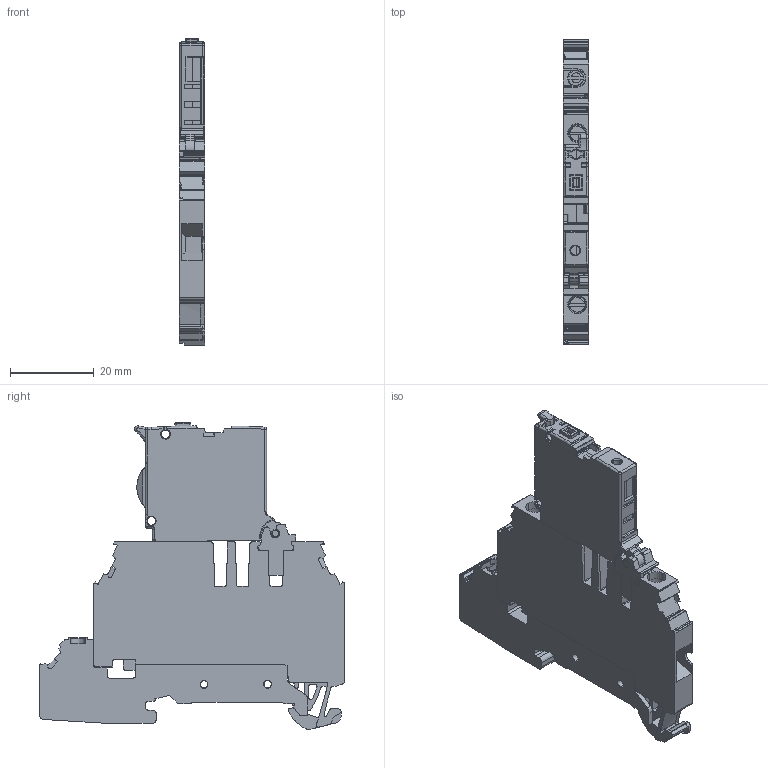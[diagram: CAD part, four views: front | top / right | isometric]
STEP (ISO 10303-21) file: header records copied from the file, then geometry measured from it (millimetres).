
FILE_DESCRIPTION(('CATIA V5 STEP Exchange','CAx-IF Rec.Pracs.--- Model Styling and Organization---1.5--- 2016-08-15','CAx-IF Rec.Pracs.---Supplemental Geometry---1.0---2011-11-01','CAx-IF Rec.Pracs.--- Composite Materials ---1.1---2010-07-15'),'2;1');
FILE_NAME ('1995217-4_0', '2025-09-22T05:36:27+00:00', ('none'), ('Weidmueller'), 'CATIA Version 5-6 Release 2024 SP4', 'CATIA V5 STEP AP214 v3', 'none');
FILE_SCHEMA(('AUTOMOTIVE_DESIGN { 1 0 10303 214 1 1 1 1 }'));
Products named in the file (1): 3019280000
Bounding box: 6.12 x 72.95 x 73.33 mm (x, y, z)
Volume: 18352.5 mm3; surface area: 14094.5 mm2
Topology: 9 solids, 10 shells, 1448 faces, 4113 edges, 2679 vertices
Faces by surface type: plane 696, cylinder 498, extrusion 111, torus 85, bspline 31, cone 15, sphere 12
Entity records: 51172 total; most frequent: CARTESIAN_POINT 16146, ORIENTED_EDGE 8214, DIRECTION 5594, EDGE_CURVE 4107, VECTOR 2730, VERTEX_POINT 2679, LINE 2619, AXIS2_PLACEMENT_3D 1812
